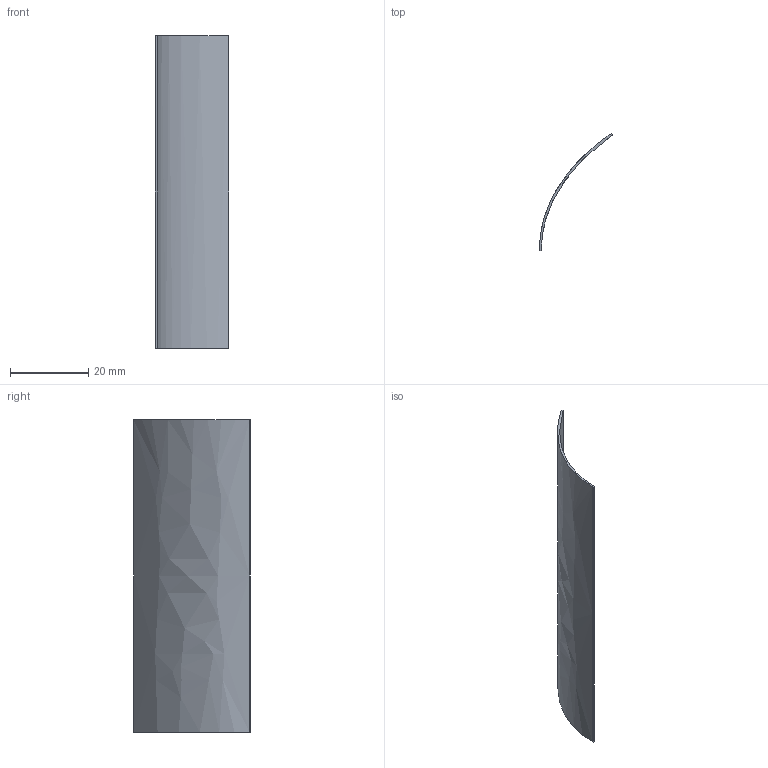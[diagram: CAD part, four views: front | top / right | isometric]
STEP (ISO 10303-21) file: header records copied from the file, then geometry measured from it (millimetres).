
FILE_DESCRIPTION((''),'2;1');
FILE_NAME('Panneau_Digital.stp','2009-02-12T21:39:41',('Alex_Cyril'),(''),'Autodesk Inventor 11','Autodesk Inventor 11','');
FILE_SCHEMA(('AUTOMOTIVE_DESIGN { 1 0 10303 214 1 1 1 1 }'));
Length unit declared in the file: millimetre
Products named in the file (1): Panneau_Digital
Bounding box: 18.77 x 29.97 x 80 mm (x, y, z)
Volume: 1456.4 mm3; surface area: 5942.5 mm2
Topology: 1 solids, 1 shells, 8 faces, 20 edges, 14 vertices
Faces by surface type: plane 6, bspline 2
Entity records: 340 total; most frequent: CARTESIAN_POINT 129, ORIENTED_EDGE 40, DIRECTION 34, EDGE_CURVE 20, VECTOR 16, LINE 16, VERTEX_POINT 14, AXIS2_PLACEMENT_3D 9
